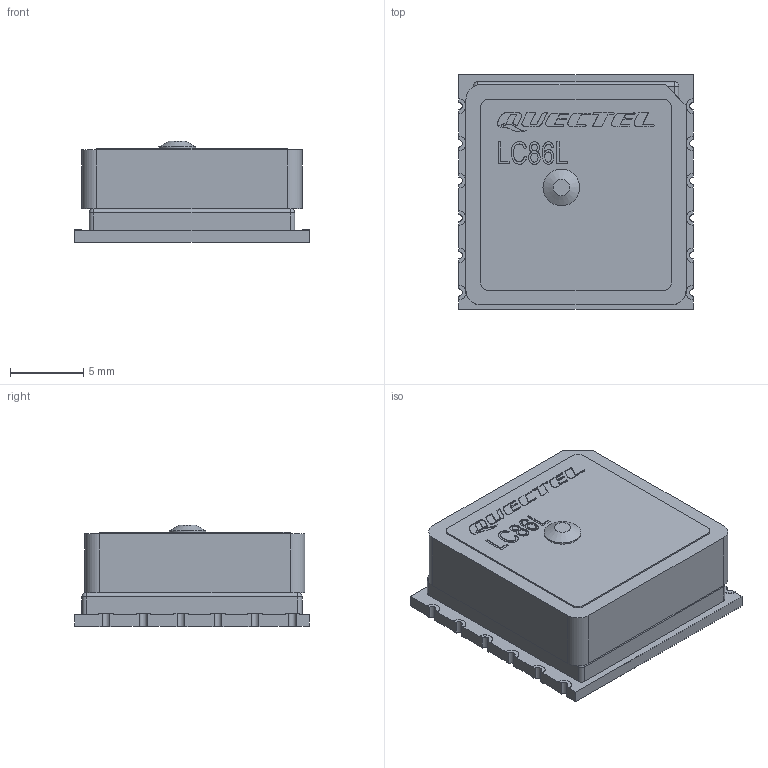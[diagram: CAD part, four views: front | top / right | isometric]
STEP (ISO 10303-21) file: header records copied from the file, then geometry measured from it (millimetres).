
FILE_DESCRIPTION((''),'2;1');
FILE_NAME('GNSS_module_LC86L_Quectel.stp','2023-01-19T21:56:21',('Robert Koci�n'),(''),'Autodesk Inventor 2010','Autodesk Inventor 2010','');
FILE_SCHEMA(('AUTOMOTIVE_DESIGN { 1 0 10303 214 1 1 1 1 }'));
Length unit declared in the file: millimetre
Products named in the file (1): GNSS_module_LC86L_Quectel
Bounding box: 16 x 16 x 6.95 mm (x, y, z)
Volume: 1430.3 mm3; surface area: 950.4 mm2
Topology: 1 solids, 1 shells, 603 faces, 1732 edges, 1147 vertices
Faces by surface type: cylinder 388, plane 171, bspline 39, sphere 4, cone 1
Full cylindrical faces by diameter (mm): 2.5 x1
Entity records: 20924 total; most frequent: CARTESIAN_POINT 3992, DIRECTION 3555, ORIENTED_EDGE 3452, EDGE_CURVE 1726, AXIS2_PLACEMENT_3D 1342, VERTEX_POINT 1147, VECTOR 871, LINE 871
